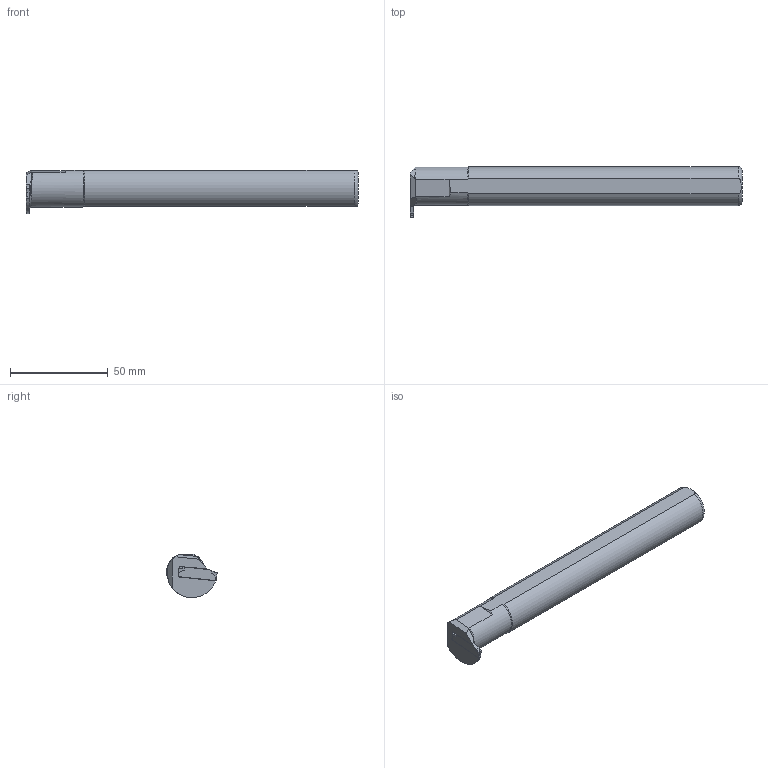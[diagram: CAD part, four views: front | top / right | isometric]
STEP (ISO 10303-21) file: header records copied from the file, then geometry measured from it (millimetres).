
FILE_DESCRIPTION(/* description */ (''),/* implementation_level */ '2;1');
FILE_NAME(/* name */ 'model1_1.stp',/* time_stamp */ '2023-10-10T20:33:18+03:00',/* author */ (''),/* organization */ (''),/* preprocessor_version */ 'ST-DEVELOPER v19.4',/* originating_system */ 'SIEMENS PLM Software NX2306.3001',/* authorisation */ '');
FILE_SCHEMA (('AUTOMOTIVE_DESIGN { 1 0 10303 214 3 1 1 1 }'));
Length unit declared in the file: millimetre
Products named in the file (1): model1_objects
Bounding box: 169.98 x 26 x 22.05 mm (x, y, z)
Volume: 51484.8 mm3; surface area: 11606.1 mm2
Topology: 2 solids, 2 shells, 58 faces, 160 edges, 106 vertices
Faces by surface type: plane 37, cylinder 16, torus 3, cone 2
Entity records: 2415 total; most frequent: CARTESIAN_POINT 486, ORIENTED_EDGE 316, DIRECTION 306, EDGE_CURVE 158, AXIS2_PLACEMENT_3D 106, VERTEX_POINT 105, LINE 94, VECTOR 94
